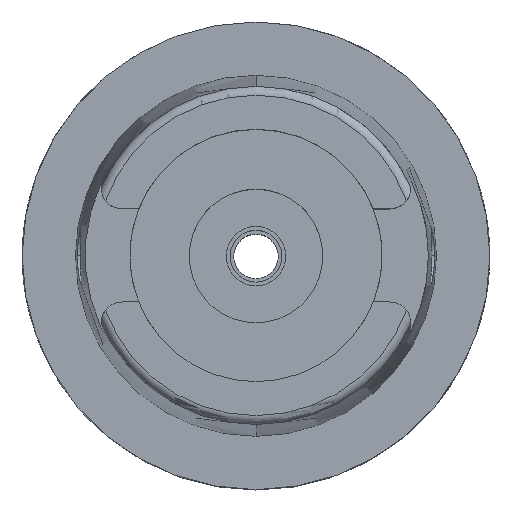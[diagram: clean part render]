
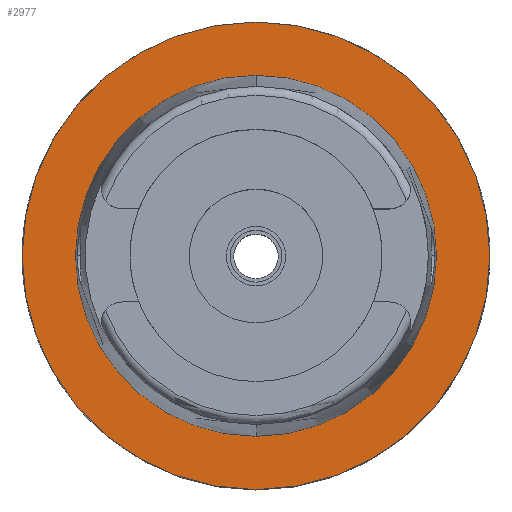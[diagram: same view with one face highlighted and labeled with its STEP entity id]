
A CAD part, top view. The second image highlights one B-rep face of the part: STEP entity #2977.
In plain terms, the highlighted planar face has unit normal (0, 0, 1).
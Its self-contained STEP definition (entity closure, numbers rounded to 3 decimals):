
#642=CARTESIAN_POINT('',(0.,0.,0.));
#643=DIRECTION('',(0.,0.,-1.));
#644=DIRECTION('',(0.,-1.,0.));
#645=AXIS2_PLACEMENT_3D('',#642,#643,#644);
#650=CARTESIAN_POINT('',(0.,0.,0.));
#651=DIRECTION('',(0.,0.,-1.));
#652=DIRECTION('',(0.,1.,0.));
#653=AXIS2_PLACEMENT_3D('',#650,#651,#652);
#658=CARTESIAN_POINT('',(0.,0.,0.));
#659=DIRECTION('',(0.,0.,1.));
#660=DIRECTION('',(0.,-1.,0.));
#661=AXIS2_PLACEMENT_3D('',#658,#659,#660);
#666=CARTESIAN_POINT('',(0.,0.,0.));
#667=DIRECTION('',(0.,0.,1.));
#668=DIRECTION('',(0.,1.,0.));
#669=AXIS2_PLACEMENT_3D('',#666,#667,#668);
#2321=CARTESIAN_POINT('',(0.,-24.315,0.));
#2322=VERTEX_POINT('',#2321);
#2323=CARTESIAN_POINT('',(0.,24.315,0.));
#2324=VERTEX_POINT('',#2323);
#2585=CARTESIAN_POINT('',(0.,31.5,0.));
#2586=VERTEX_POINT('',#2585);
#2587=CARTESIAN_POINT('',(0.,-31.5,0.));
#2588=VERTEX_POINT('',#2587);
#2962=CARTESIAN_POINT('',(0.,0.,0.));
#2963=DIRECTION('',(0.,0.,1.));
#2964=DIRECTION('',(0.,1.,0.));
#2965=AXIS2_PLACEMENT_3D('',#2962,#2963,#2964);
#2966=PLANE('',#2965);
#2968=ORIENTED_EDGE('',*,*,#2967,.T.);
#2970=ORIENTED_EDGE('',*,*,#2969,.T.);
#2971=EDGE_LOOP('',(#2968,#2970));
#2972=FACE_OUTER_BOUND('',#2971,.F.);
#2973=ORIENTED_EDGE('',*,*,#2920,.T.);
#2974=ORIENTED_EDGE('',*,*,#2709,.T.);
#2975=EDGE_LOOP('',(#2973,#2974));
#2976=FACE_BOUND('',#2975,.F.);
#646=CIRCLE('',#645,31.5);
#654=CIRCLE('',#653,31.5);
#662=CIRCLE('',#661,24.315);
#670=CIRCLE('',#669,24.315);
#2709=EDGE_CURVE('',#2324,#2322,#670,.T.);
#2920=EDGE_CURVE('',#2322,#2324,#662,.T.);
#2967=EDGE_CURVE('',#2588,#2586,#646,.T.);
#2969=EDGE_CURVE('',#2586,#2588,#654,.T.);
#2977=ADVANCED_FACE('',(#2972,#2976),#2966,.T.);
